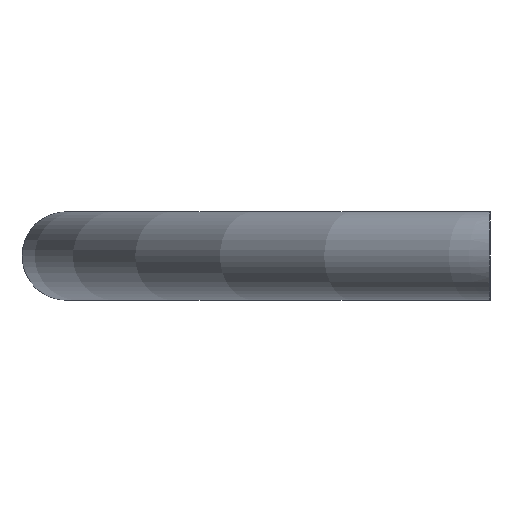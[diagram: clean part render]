
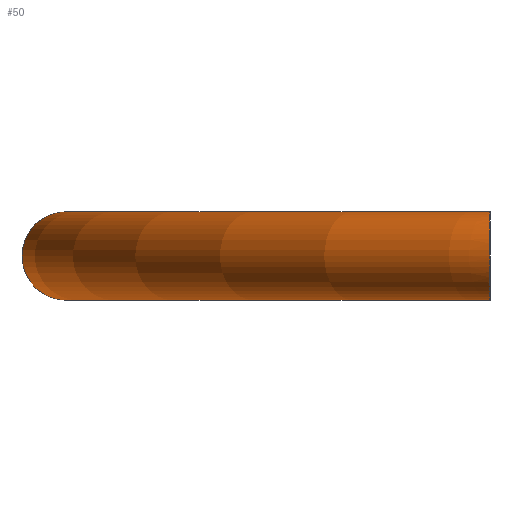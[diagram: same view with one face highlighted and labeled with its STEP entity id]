
A CAD part, left-side view. The second image highlights one B-rep face of the part: STEP entity #50.
In plain terms, the highlighted toroidal (fillet/blend) face has major radius 46 mm and minor radius 2.5 mm.
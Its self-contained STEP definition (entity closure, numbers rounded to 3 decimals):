
#15=CIRCLE('',#68,43.5);
#16=TOROIDAL_SURFACE('',#67,46.,2.5);
#19=FACE_OUTER_BOUND('',#22,.T.);
#22=EDGE_LOOP('',(#40,#41,#42,#43,#44,#45));
#23=B_SPLINE_CURVE_WITH_KNOTS('',3,(#83,#84,#85,#86,#87,#88,#89,#90,#91,
#92,#93,#94,#95,#96,#97,#98,#99,#100),.UNSPECIFIED.,.F.,.F.,(4,2,2,2,2,
2,2,2,4),(0.,0.089,0.184,0.286,0.395,
0.505,0.609,0.704,0.793),
 .UNSPECIFIED.);
#24=B_SPLINE_CURVE_WITH_KNOTS('',3,(#101,#102,#103,#104,#105,#106,#107,
#108,#109,#110,#111,#112,#113,#114,#115,#116,#117,#118),.UNSPECIFIED.,.F.,
 .F.,(4,2,2,2,2,2,2,2,4),(0.793,0.881,0.977,
1.081,1.191,1.3,1.402,1.497,
1.586),.UNSPECIFIED.);
#25=B_SPLINE_CURVE_WITH_KNOTS('',3,(#122,#123,#124,#125,#126,#127,#128,
#129,#130,#131,#132,#133,#134,#135,#136,#137,#138,#139),.UNSPECIFIED.,.F.,
 .F.,(4,2,2,2,2,2,2,2,4),(0.,0.089,0.184,0.286,
0.395,0.505,0.609,0.704,
0.793),.UNSPECIFIED.);
#26=B_SPLINE_CURVE_WITH_KNOTS('',3,(#140,#141,#142,#143,#144,#145,#146,
#147,#148,#149,#150,#151,#152,#153,#154,#155,#156,#157),.UNSPECIFIED.,.F.,
 .F.,(4,2,2,2,2,2,2,2,4),(0.793,0.881,0.977,
1.081,1.191,1.3,1.402,1.497,
1.586),.UNSPECIFIED.);
#27=VERTEX_POINT('',#81);
#28=VERTEX_POINT('',#82);
#29=VERTEX_POINT('',#120);
#30=VERTEX_POINT('',#121);
#31=EDGE_CURVE('',#27,#28,#23,.T.);
#32=EDGE_CURVE('',#28,#27,#24,.T.);
#33=EDGE_CURVE('',#29,#30,#25,.T.);
#34=EDGE_CURVE('',#30,#29,#26,.T.);
#35=EDGE_CURVE('',#30,#28,#15,.T.);
#40=ORIENTED_EDGE('',*,*,#33,.T.);
#41=ORIENTED_EDGE('',*,*,#35,.T.);
#42=ORIENTED_EDGE('',*,*,#32,.T.);
#43=ORIENTED_EDGE('',*,*,#31,.T.);
#44=ORIENTED_EDGE('',*,*,#35,.F.);
#45=ORIENTED_EDGE('',*,*,#34,.T.);
#50=ADVANCED_FACE('',(#19),#16,.T.);
#67=AXIS2_PLACEMENT_3D('',#158,#75,#76);
#68=AXIS2_PLACEMENT_3D('',#159,#77,#78);
#75=DIRECTION('center_axis',(0.,0.,-1.));
#76=DIRECTION('ref_axis',(-1.,0.,0.));
#77=DIRECTION('center_axis',(0.,0.,1.));
#78=DIRECTION('ref_axis',(-1.,0.,0.));
#81=CARTESIAN_POINT('',(-43.223,22.,0.));
#82=CARTESIAN_POINT('',(-37.527,22.,0.));
#83=CARTESIAN_POINT('Ctrl Pts',(-43.223,22.,0.));
#84=CARTESIAN_POINT('Ctrl Pts',(-43.223,22.,0.297));
#85=CARTESIAN_POINT('Ctrl Pts',(-43.148,22.,0.645));
#86=CARTESIAN_POINT('Ctrl Pts',(-42.9,22.,1.205));
#87=CARTESIAN_POINT('Ctrl Pts',(-42.678,22.,1.51));
#88=CARTESIAN_POINT('Ctrl Pts',(-42.198,22.,1.957));
#89=CARTESIAN_POINT('Ctrl Pts',(-41.85,22.,2.169));
#90=CARTESIAN_POINT('Ctrl Pts',(-41.193,22.,2.422));
#91=CARTESIAN_POINT('Ctrl Pts',(-40.763,22.,2.5));
#92=CARTESIAN_POINT('Ctrl Pts',(-40.031,22.,2.5));
#93=CARTESIAN_POINT('Ctrl Pts',(-39.597,22.,2.421));
#94=CARTESIAN_POINT('Ctrl Pts',(-38.93,22.,2.167));
#95=CARTESIAN_POINT('Ctrl Pts',(-38.574,22.,1.953));
#96=CARTESIAN_POINT('Ctrl Pts',(-38.084,22.,1.504));
#97=CARTESIAN_POINT('Ctrl Pts',(-37.855,22.,1.198));
#98=CARTESIAN_POINT('Ctrl Pts',(-37.603,22.,0.64));
#99=CARTESIAN_POINT('Ctrl Pts',(-37.527,22.,0.295));
#100=CARTESIAN_POINT('Ctrl Pts',(-37.527,22.,0.));
#101=CARTESIAN_POINT('Ctrl Pts',(-37.527,22.,0.));
#102=CARTESIAN_POINT('Ctrl Pts',(-37.527,22.,-0.295));
#103=CARTESIAN_POINT('Ctrl Pts',(-37.603,22.,-0.64));
#104=CARTESIAN_POINT('Ctrl Pts',(-37.855,22.,-1.198));
#105=CARTESIAN_POINT('Ctrl Pts',(-38.084,22.,-1.504));
#106=CARTESIAN_POINT('Ctrl Pts',(-38.574,22.,-1.953));
#107=CARTESIAN_POINT('Ctrl Pts',(-38.93,22.,-2.167));
#108=CARTESIAN_POINT('Ctrl Pts',(-39.597,22.,-2.421));
#109=CARTESIAN_POINT('Ctrl Pts',(-40.031,22.,-2.5));
#110=CARTESIAN_POINT('Ctrl Pts',(-40.763,22.,-2.5));
#111=CARTESIAN_POINT('Ctrl Pts',(-41.193,22.,-2.422));
#112=CARTESIAN_POINT('Ctrl Pts',(-41.85,22.,-2.169));
#113=CARTESIAN_POINT('Ctrl Pts',(-42.198,22.,-1.957));
#114=CARTESIAN_POINT('Ctrl Pts',(-42.678,22.,-1.51));
#115=CARTESIAN_POINT('Ctrl Pts',(-42.9,22.,-1.205));
#116=CARTESIAN_POINT('Ctrl Pts',(-43.148,22.,-0.645));
#117=CARTESIAN_POINT('Ctrl Pts',(-43.223,22.,-0.297));
#118=CARTESIAN_POINT('Ctrl Pts',(-43.223,22.,0.));
#120=CARTESIAN_POINT('',(43.223,22.,0.));
#121=CARTESIAN_POINT('',(37.527,22.,0.));
#122=CARTESIAN_POINT('Ctrl Pts',(43.223,22.,0.));
#123=CARTESIAN_POINT('Ctrl Pts',(43.223,22.,-0.297));
#124=CARTESIAN_POINT('Ctrl Pts',(43.148,22.,-0.645));
#125=CARTESIAN_POINT('Ctrl Pts',(42.9,22.,-1.205));
#126=CARTESIAN_POINT('Ctrl Pts',(42.678,22.,-1.51));
#127=CARTESIAN_POINT('Ctrl Pts',(42.198,22.,-1.957));
#128=CARTESIAN_POINT('Ctrl Pts',(41.85,22.,-2.169));
#129=CARTESIAN_POINT('Ctrl Pts',(41.193,22.,-2.422));
#130=CARTESIAN_POINT('Ctrl Pts',(40.763,22.,-2.5));
#131=CARTESIAN_POINT('Ctrl Pts',(40.031,22.,-2.5));
#132=CARTESIAN_POINT('Ctrl Pts',(39.597,22.,-2.421));
#133=CARTESIAN_POINT('Ctrl Pts',(38.93,22.,-2.167));
#134=CARTESIAN_POINT('Ctrl Pts',(38.574,22.,-1.953));
#135=CARTESIAN_POINT('Ctrl Pts',(38.084,22.,-1.504));
#136=CARTESIAN_POINT('Ctrl Pts',(37.855,22.,-1.198));
#137=CARTESIAN_POINT('Ctrl Pts',(37.603,22.,-0.64));
#138=CARTESIAN_POINT('Ctrl Pts',(37.527,22.,-0.295));
#139=CARTESIAN_POINT('Ctrl Pts',(37.527,22.,0.));
#140=CARTESIAN_POINT('Ctrl Pts',(37.527,22.,0.));
#141=CARTESIAN_POINT('Ctrl Pts',(37.527,22.,0.295));
#142=CARTESIAN_POINT('Ctrl Pts',(37.603,22.,0.64));
#143=CARTESIAN_POINT('Ctrl Pts',(37.855,22.,1.198));
#144=CARTESIAN_POINT('Ctrl Pts',(38.084,22.,1.504));
#145=CARTESIAN_POINT('Ctrl Pts',(38.574,22.,1.953));
#146=CARTESIAN_POINT('Ctrl Pts',(38.93,22.,2.167));
#147=CARTESIAN_POINT('Ctrl Pts',(39.597,22.,2.421));
#148=CARTESIAN_POINT('Ctrl Pts',(40.031,22.,2.5));
#149=CARTESIAN_POINT('Ctrl Pts',(40.763,22.,2.5));
#150=CARTESIAN_POINT('Ctrl Pts',(41.193,22.,2.422));
#151=CARTESIAN_POINT('Ctrl Pts',(41.85,22.,2.169));
#152=CARTESIAN_POINT('Ctrl Pts',(42.198,22.,1.957));
#153=CARTESIAN_POINT('Ctrl Pts',(42.678,22.,1.51));
#154=CARTESIAN_POINT('Ctrl Pts',(42.9,22.,1.205));
#155=CARTESIAN_POINT('Ctrl Pts',(43.148,22.,0.645));
#156=CARTESIAN_POINT('Ctrl Pts',(43.223,22.,0.297));
#157=CARTESIAN_POINT('Ctrl Pts',(43.223,22.,0.));
#158=CARTESIAN_POINT('Origin',(0.,0.,0.));
#159=CARTESIAN_POINT('Origin',(0.,0.,0.));
